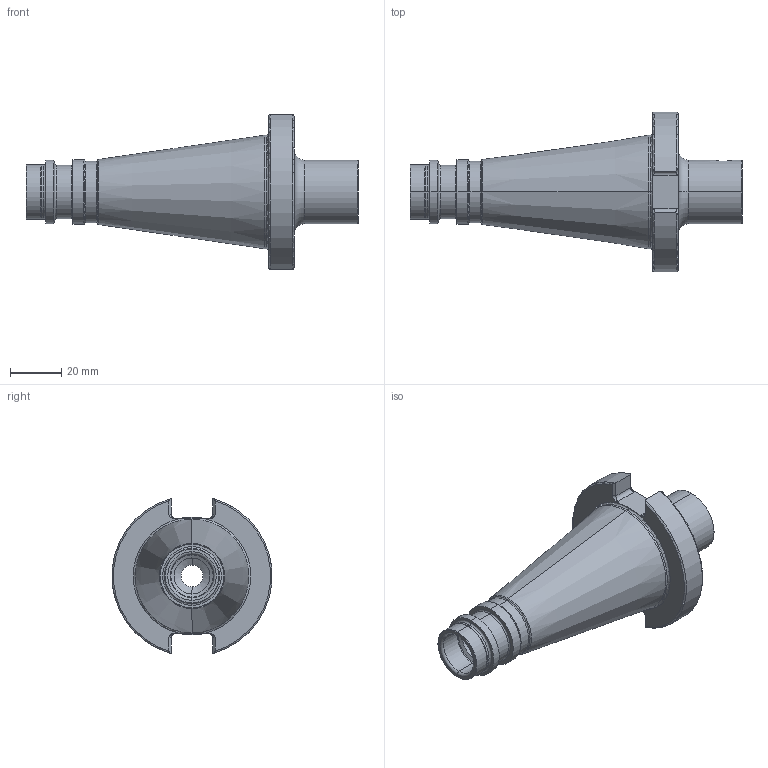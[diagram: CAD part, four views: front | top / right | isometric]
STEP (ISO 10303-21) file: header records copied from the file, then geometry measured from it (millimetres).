
FILE_DESCRIPTION (( 'STEP AP214' ), '1' );
FILE_NAME ('SZ4-MB2.K01.036.STEP', '2017-08-31T11:29:46', ( 'SWIAdmin' ), ( 'Hewlett-Packard Company' ), 'SwSTEP 2.0', 'SolidWorks 2017', '' );
FILE_SCHEMA (( 'AUTOMOTIVE_DESIGN' ));
Length unit declared in the file: millimetre
Products named in the file (1): SZ4-MB2.K01.036
Bounding box: 130 x 62.56 x 60.7 mm (x, y, z)
Volume: 102076.3 mm3; surface area: 23141.8 mm2
Topology: 1 solids, 1 shells, 138 faces, 320 edges, 189 vertices
Faces by surface type: cylinder 53, torus 34, plane 31, cone 20
Entity records: 4193 total; most frequent: CARTESIAN_POINT 1012, DIRECTION 697, ORIENTED_EDGE 640, EDGE_CURVE 320, AXIS2_PLACEMENT_3D 288, VERTEX_POINT 189, CIRCLE 149, EDGE_LOOP 147
